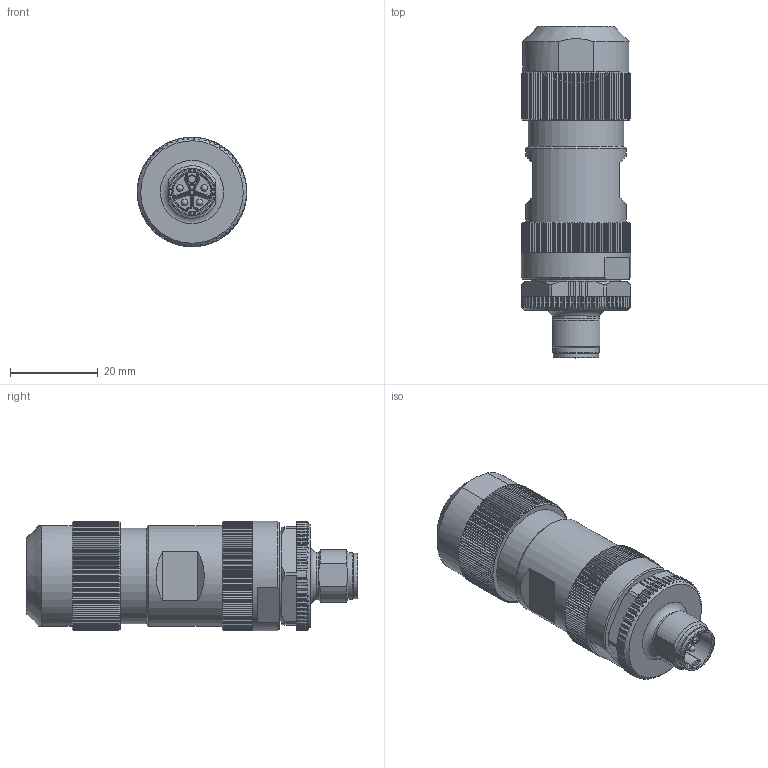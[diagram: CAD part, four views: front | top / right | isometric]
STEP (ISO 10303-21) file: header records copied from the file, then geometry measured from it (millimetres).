
FILE_DESCRIPTION(/* description */ (''),/* implementation_level */ '2;1');
FILE_NAME(/* name */ '8086297_stp.stp',/* time_stamp */ '2018-05-18T14:37:23+02:00',/* author */ (''),/* organization */ (''),/* preprocessor_version */ 'ST-DEVELOPER v16',/* originating_system */ 'SIEMENS PLM Software NX 10.0',/* authorisation */ '');
FILE_SCHEMA (('AUTOMOTIVE_DESIGN { 1 0 10303 214 3 1 1 1 }'));
Length unit declared in the file: millimetre
Products named in the file (1): 8086297_stp
Bounding box: 25 x 75.8 x 25 mm (x, y, z)
Volume: 28905.5 mm3; surface area: 7672.3 mm2
Topology: 1 solids, 1 shells, 1217 faces, 3547 edges, 2336 vertices
Faces by surface type: plane 845, cylinder 306, torus 34, cone 18, sphere 12, bspline 2
Full cylindrical faces by diameter (mm): 1.5 x4, 1.6 x1, 2.3 x1, 8.9 x1, 9.6 x1, 10.3 x1, 10.7 x1, 10.773 x1, 20.2 x1, 21.91 x1, 23 x1, 25 x1
Entity records: 42156 total; most frequent: CARTESIAN_POINT 11622, ORIENTED_EDGE 6954, DIRECTION 5698, EDGE_CURVE 3477, VERTEX_POINT 2307, AXIS2_PLACEMENT_3D 2061, LINE 1576, VECTOR 1576
